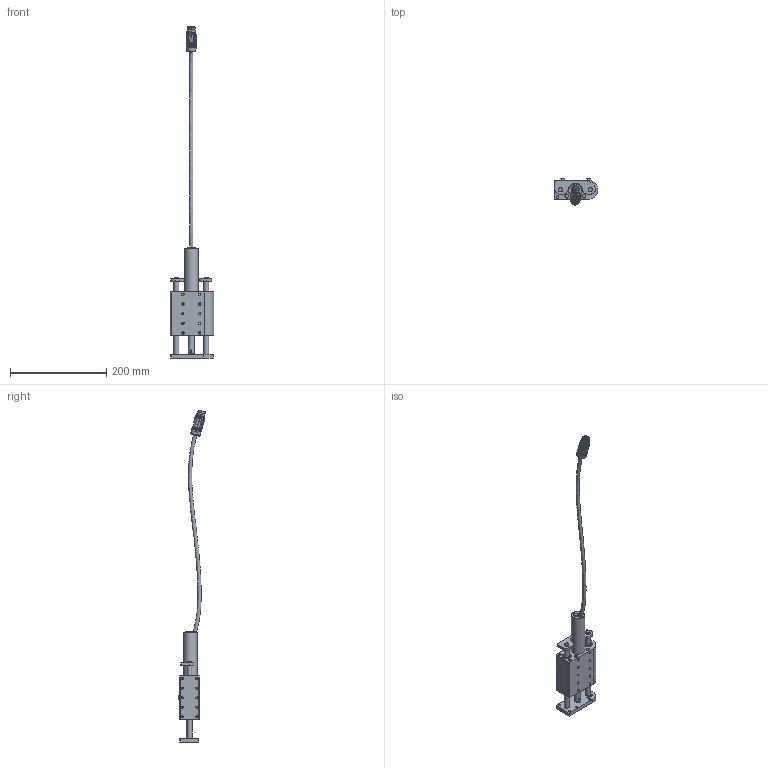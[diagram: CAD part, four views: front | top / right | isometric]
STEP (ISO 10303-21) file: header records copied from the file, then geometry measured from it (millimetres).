
FILE_DESCRIPTION (( 'STEP AP214' ), '1' );
FILE_NAME ('0186-2477_250904_SM01-23x80F-XP-R-60_SSCP.STEP', '2025-09-04T06:05:48', ( '' ), ( '' ), 'SwSTEP 2.0', 'SolidWorks 2025', '' );
FILE_SCHEMA (( 'AUTOMOTIVE_DESIGN' ));
Length unit declared in the file: millimetre
Products named in the file (21): 0180-3958_SM01k-23-FD; 0180-3918_SM01k-23-RP-1.4404; 0230-0962_Zyl.-Schr._i-6kt_M5x16__INOX.SLDRPT; 0186-2082_PL01-12x173!150-XP-SF-W01-P14_PL01k-EV12-HP-SF_1.4404; 0180-3999_SM01k-23-FP-1.4404; SM01k-23-LTR-19x90; 0230-0120_Linearkugellager_LBBR10_2LS; 0230-0786_Zyl.-Schr_I-6kt_n-K_M5x10_INOX; 0180-3291_PS01k-23-EK-SSCP; 0180-3954_SM01k-23-BA6x90; 0180-3941_SM01k-23-BA8x90; 0230-1090_Kugelscheibe_M5x10,5x2.0_INOX; 0230-1089_6kt-schr_M5x12_INOX; 0230-1144_D1-M6x1_SW7; 0180-3910_SM01k-23-BLT; 0186-2477_250904_SM01-23x80F-XP-R-60_SSCP; SM01h-23x80-HP-R; 0186-1676_PS01-23x80F-HP-SSCP-G03-R150; 0230-0728_Gew.-Stift_I-6kt_R-sch_M4x10_INOX; SL01-23x80-60; 0180-3913_SL01-10x...-GF-SSC_SL01-10x155-GF-SSC
Assembly tree (35 placements, depth 3):
  0186-2477_250904_SM01-23x80F-XP-R-60_SSCP
    SM01h-23x80-HP-R
      0180-3910_SM01k-23-BLT
      SM01k-23-LTR-19x90  x2
      0186-1676_PS01-23x80F-HP-SSCP-G03-R150
      0180-3958_SM01k-23-FD  x2
      0230-0120_Linearkugellager_LBBR10_2LS  x4
      0180-3954_SM01k-23-BA6x90  x3
      0180-3941_SM01k-23-BA8x90  x2
      0230-0728_Gew.-Stift_I-6kt_R-sch_M4x10_INOX  x4
      0230-1144_D1-M6x1_SW7  x2
    SL01-23x80-60
      0180-3913_SL01-10x...-GF-SSC_SL01-10x155-GF-SSC  x2
      0186-2082_PL01-12x173!150-XP-SF-W01-P14_PL01k-EV12-HP-SF_1.4404
      0180-3999_SM01k-23-FP-1.4404
      0180-3918_SM01k-23-RP-1.4404
      0230-1089_6kt-schr_M5x12_INOX  x2
      0230-1090_Kugelscheibe_M5x10,5x2.0_INOX
      0230-0786_Zyl.-Schr_I-6kt_n-K_M5x10_INOX  x2
      0230-0962_Zyl.-Schr._i-6kt_M5x16__INOX.SLDRPT
    0180-3291_PS01k-23-EK-SSCP
Bounding box: 90 x 55.45 x 689.05 mm (x, y, z)
Volume: 425661.1 mm3; surface area: 185167.5 mm2
Topology: 43 solids, 43 shells, 2065 faces, 4884 edges, 3001 vertices
Faces by surface type: plane 540, cylinder 530, bspline 475, cone 451, torus 57, sphere 12
Full cylindrical faces by diameter (mm): 0.6 x5, 1 x4, 1.1 x5, 1.15 x5, 1.2 x3, 1.6 x2, 2.1 x4, 2.3 x1, 3.2 x3, 3.3 x14, 4 x69, 4.2 x21, 4.3 x8, 4.773 x2, 5 x78, 5.25 x1, 5.3 x16, 5.5 x5, 6 x8, 6.9 x1, 8 x8, 8.5 x3, 10 x7, 10.5 x1, 11 x2, 12 x2, 12.75 x1, 13 x1, 13.2 x3, 14.2 x2
Entity records: 96745 total; most frequent: CARTESIAN_POINT 61563, ORIENTED_EDGE 6254, DIRECTION 4753, EDGE_CURVE 3127, EDGE_LOOP 2193, VERTEX_POINT 2182, AXIS2_PLACEMENT_3D 1862, FACE_OUTER_BOUND 1767
